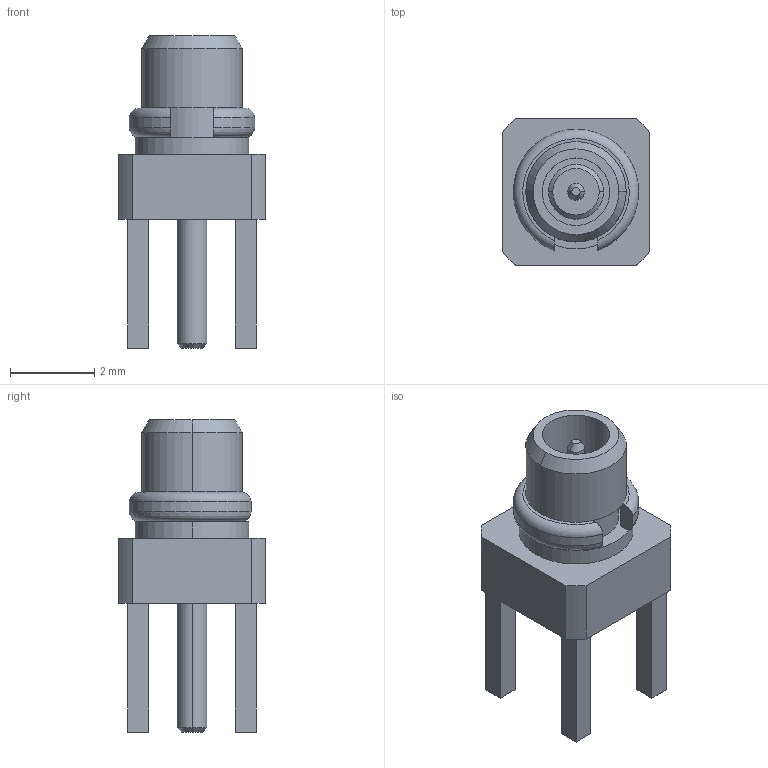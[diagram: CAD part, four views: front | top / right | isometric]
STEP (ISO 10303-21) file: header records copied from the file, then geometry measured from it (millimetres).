
FILE_DESCRIPTION((''),'2;1');
FILE_NAME('SAMTEC_MMCX-P-P-H-ST-TH1.stp','2012-12-05T16:23:01',(''),(''),'Mechanical Desktop 2011','Mechanical Desktop 2011',', , ');
FILE_SCHEMA(('AUTOMOTIVE_DESIGN { 1 2 10303 214 1 1 1 1 }'));
Length unit declared in the file: millimetre
Products named in the file (1): Product
Bounding box: 3.5 x 3.5 x 7.4 mm (x, y, z)
Volume: 33.5 mm3; surface area: 168.6 mm2
Topology: 4 solids, 4 shells, 96 faces, 207 edges, 133 vertices
Faces by surface type: plane 44, cylinder 34, cone 16, torus 2
Entity records: 2807 total; most frequent: CARTESIAN_POINT 583, DIRECTION 480, ORIENTED_EDGE 414, EDGE_CURVE 207, AXIS2_PLACEMENT_3D 182, VERTEX_POINT 133, VECTOR 116, LINE 116
